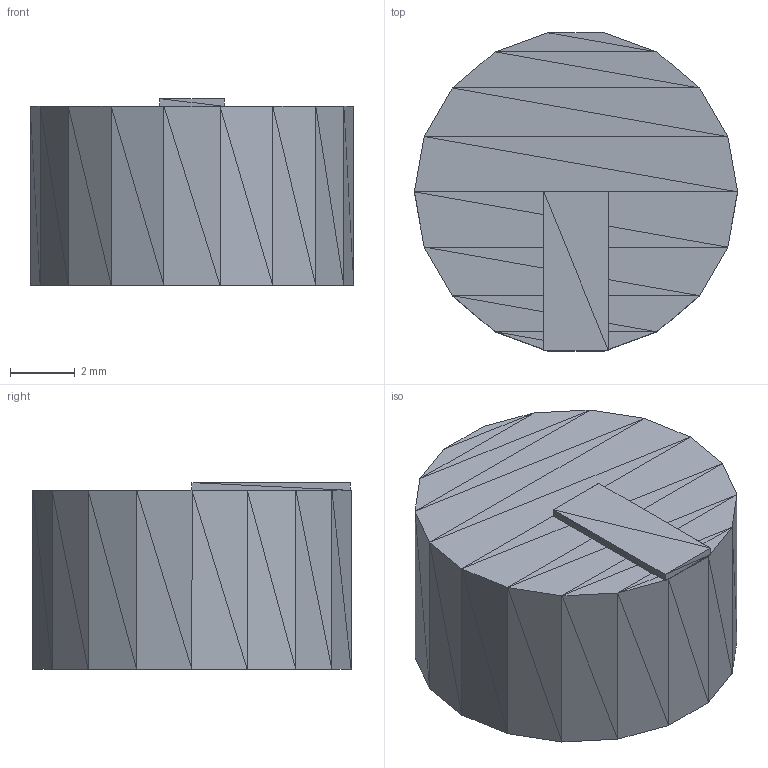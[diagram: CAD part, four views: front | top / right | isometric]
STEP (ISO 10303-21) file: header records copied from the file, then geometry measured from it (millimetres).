
FILE_DESCRIPTION(/* description */ (''),/* implementation_level */ '2;1');
FILE_NAME(/* name */ 'iONISTER.stp',/* time_stamp */ '2015-12-3T16:15:57.2172960',/* author */ ('ATert'),/* organization */ (''),/* preprocessor_version */ 'InStep v2',/* originating_system */ 'InStep V2.3',/* authorisation */ '');
FILE_SCHEMA (('AUTOMOTIVE_DESIGN { 1 0 10303 214 1 1 1 1 }'));
Length unit declared in the file: millimetre
Products named in the file (1): None
Bounding box: 10 x 9.85 x 5.78 mm (x, y, z)
Volume: 428.7 mm3; surface area: 350 mm2
Topology: 2 solids, 2 shells, 80 faces, 120 edges, 44 vertices
Faces by surface type: plane 80
Entity records: 1210 total; most frequent: ORIENTED_EDGE 240, DIRECTION 142, LINE 120, EDGE_CURVE 120, AXIS2_PLACEMENT_3D 81, EDGE_LOOP 80, FACE_OUTER_BOUND 80, PLANE 80
